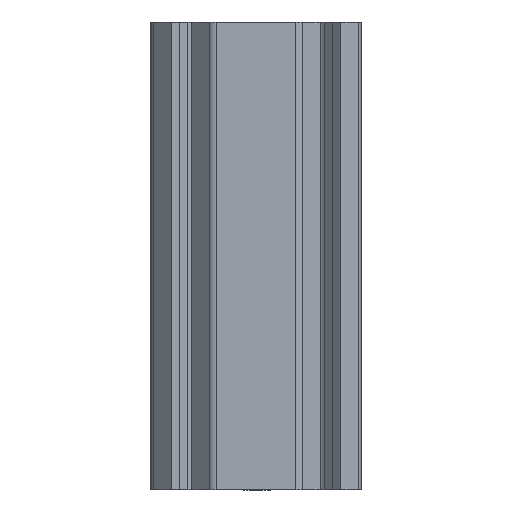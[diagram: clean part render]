
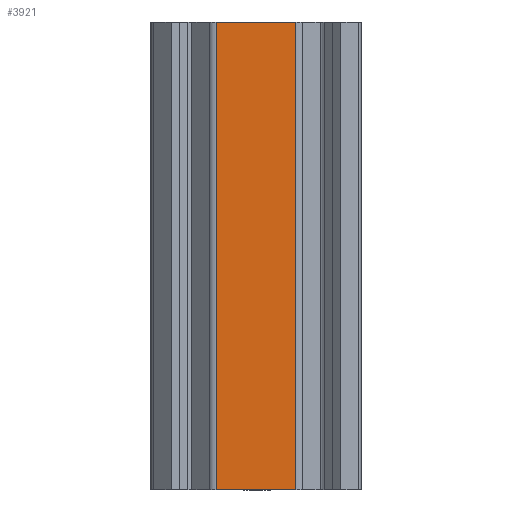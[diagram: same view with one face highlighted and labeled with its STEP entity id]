
A CAD part, front view. The second image highlights one B-rep face of the part: STEP entity #3921.
In plain terms, the highlighted planar face has unit normal (0, -1, 0).
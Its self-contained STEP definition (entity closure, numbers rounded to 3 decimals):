
#152=PLANE('',#4304);
#345=FACE_OUTER_BOUND('',#583,.T.);
#583=EDGE_LOOP('',(#3603,#3604,#3605,#3606));
#740=LINE('',#5925,#1124);
#863=LINE('',#6355,#1247);
#906=LINE('',#6466,#1290);
#910=LINE('',#6472,#1294);
#1124=VECTOR('',#4757,16.983);
#1247=VECTOR('',#5138,16.983);
#1290=VECTOR('',#5237,100.);
#1294=VECTOR('',#5245,100.);
#1713=VERTEX_POINT('',#5922);
#1714=VERTEX_POINT('',#5924);
#1891=VERTEX_POINT('',#6352);
#1892=VERTEX_POINT('',#6354);
#2158=EDGE_CURVE('',#1713,#1714,#740,.T.);
#2373=EDGE_CURVE('',#1891,#1892,#863,.T.);
#2432=EDGE_CURVE('',#1892,#1713,#906,.T.);
#2436=EDGE_CURVE('',#1714,#1891,#910,.T.);
#3603=ORIENTED_EDGE('',*,*,#2432,.F.);
#3604=ORIENTED_EDGE('',*,*,#2373,.F.);
#3605=ORIENTED_EDGE('',*,*,#2436,.F.);
#3606=ORIENTED_EDGE('',*,*,#2158,.F.);
#3921=ADVANCED_FACE('',(#345),#152,.T.);
#4304=AXIS2_PLACEMENT_3D('',#6598,#5436,#5437);
#4757=DIRECTION('',(-1.,0.,0.));
#5138=DIRECTION('',(1.,0.,0.));
#5237=DIRECTION('',(0.,0.,-1.));
#5245=DIRECTION('',(0.,0.,1.));
#5436=DIRECTION('center_axis',(0.,-1.,0.));
#5437=DIRECTION('ref_axis',(1.,0.,0.));
#5922=CARTESIAN_POINT('',(8.491,-22.5,0.));
#5924=CARTESIAN_POINT('',(-8.491,-22.5,0.));
#5925=CARTESIAN_POINT('',(9.32,-22.5,0.));
#6352=CARTESIAN_POINT('',(-8.491,-22.5,100.));
#6354=CARTESIAN_POINT('',(8.491,-22.5,100.));
#6355=CARTESIAN_POINT('',(9.32,-22.5,100.));
#6466=CARTESIAN_POINT('',(8.491,-22.5,0.));
#6472=CARTESIAN_POINT('',(-8.491,-22.5,0.));
#6598=CARTESIAN_POINT('Origin',(-9.32,-22.5,0.));
